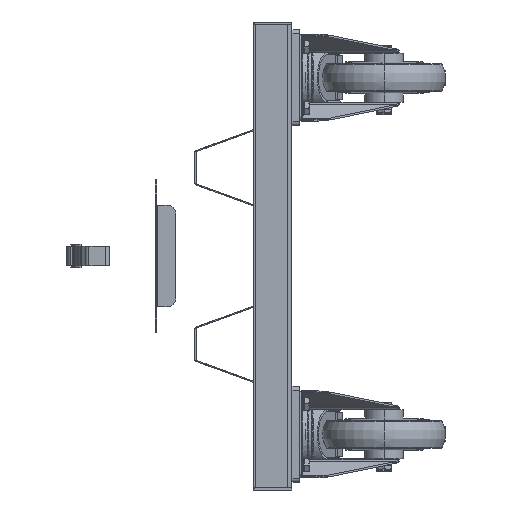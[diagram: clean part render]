
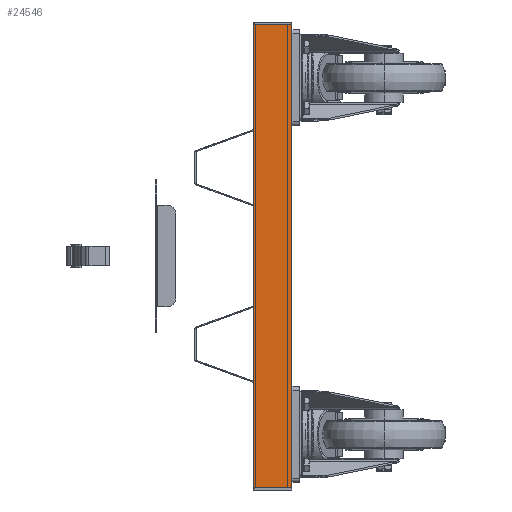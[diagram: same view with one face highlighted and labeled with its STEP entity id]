
A CAD part, left-side view. The second image highlights one B-rep face of the part: STEP entity #24546.
In plain terms, the highlighted planar face has unit normal (-1, 0, 0).
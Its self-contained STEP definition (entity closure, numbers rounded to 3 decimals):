
#132 = CARTESIAN_POINT ( 'NONE',  ( 0., -50., 302. ) ) ;
#1196 = ORIENTED_EDGE ( 'NONE', *, *, #2445, .T. ) ;
#2445 = EDGE_CURVE ( 'NONE', #29415, #16078, #10577, .T. ) ;
#3416 = EDGE_LOOP ( 'NONE', ( #11342, #42866, #1196, #20404 ) ) ;
#4482 = DIRECTION ( 'NONE',  ( 0., 0., -1. ) ) ;
#5297 = CARTESIAN_POINT ( 'NONE',  ( 0., 0., 305. ) ) ;
#5691 = EDGE_CURVE ( 'NONE', #24169, #17813, #34649, .T. ) ;
#8619 = VECTOR ( 'NONE', #20779, 1000. ) ;
#8763 = AXIS2_PLACEMENT_3D ( 'NONE', #5297, #35907, #15419 ) ;
#10577 = LINE ( 'NONE', #14559, #22812 ) ;
#11038 = CARTESIAN_POINT ( 'NONE',  ( 0., -50., -302. ) ) ;
#11342 = ORIENTED_EDGE ( 'NONE', *, *, #5691, .F. ) ;
#12566 = PLANE ( 'NONE',  #8763 ) ;
#13170 = EDGE_CURVE ( 'NONE', #24169, #29415, #28424, .T. ) ;
#13888 = VECTOR ( 'NONE', #24034, 1000. ) ;
#13961 = CARTESIAN_POINT ( 'NONE',  ( 0., -50., 302. ) ) ;
#14559 = CARTESIAN_POINT ( 'NONE',  ( 0., 0., 305. ) ) ;
#15419 = DIRECTION ( 'NONE',  ( 0., 0., -1. ) ) ;
#16078 = VERTEX_POINT ( 'NONE', #22547 ) ;
#17813 = VERTEX_POINT ( 'NONE', #11038 ) ;
#20404 = ORIENTED_EDGE ( 'NONE', *, *, #37206, .F. ) ;
#20779 = DIRECTION ( 'NONE',  ( 0., 1., 0. ) ) ;
#22547 = CARTESIAN_POINT ( 'NONE',  ( 0., 0., -302. ) ) ;
#22812 = VECTOR ( 'NONE', #4482, 1000. ) ;
#23851 = CARTESIAN_POINT ( 'NONE',  ( 0., 0., 302. ) ) ;
#24034 = DIRECTION ( 'NONE',  ( 0., 0., -1. ) ) ;
#24169 = VERTEX_POINT ( 'NONE', #13961 ) ;
#24546 = ADVANCED_FACE ( 'NONE', ( #37063 ), #12566, .F. ) ;
#27745 = CARTESIAN_POINT ( 'NONE',  ( 0., -50., 305. ) ) ;
#28424 = LINE ( 'NONE', #132, #30567 ) ;
#29415 = VERTEX_POINT ( 'NONE', #23851 ) ;
#30567 = VECTOR ( 'NONE', #40750, 1000. ) ;
#34149 = CARTESIAN_POINT ( 'NONE',  ( 0., -50., -302. ) ) ;
#34649 = LINE ( 'NONE', #27745, #13888 ) ;
#35907 = DIRECTION ( 'NONE',  ( 1., 0., 0. ) ) ;
#37063 = FACE_OUTER_BOUND ( 'NONE', #3416, .T. ) ;
#37206 = EDGE_CURVE ( 'NONE', #17813, #16078, #43646, .T. ) ;
#40750 = DIRECTION ( 'NONE',  ( 0., 1., 0. ) ) ;
#42866 = ORIENTED_EDGE ( 'NONE', *, *, #13170, .T. ) ;
#43646 = LINE ( 'NONE', #34149, #8619 ) ;
